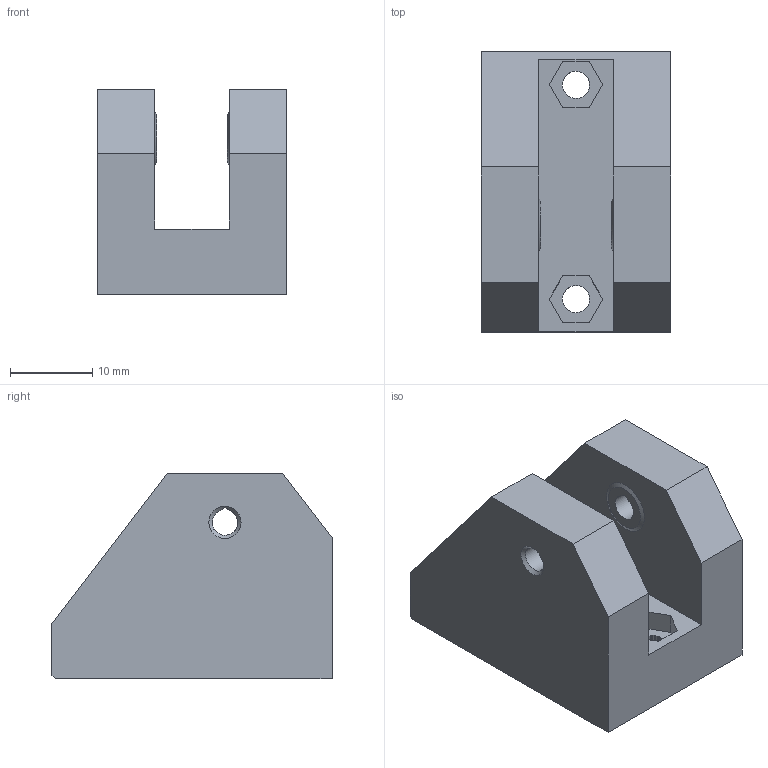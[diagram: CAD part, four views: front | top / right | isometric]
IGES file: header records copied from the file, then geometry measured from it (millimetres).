
Global section: file name: 16t Y Idler_v8; native system: unknown; preprocessor: unknown; author: unknown; organization: unknown; date: 20200923.180121; units: millimetre
Bounding box: 23 x 34 x 25 mm (x, y, z)
Volume: 11562.1 mm3; surface area: 6294.6 mm2
Topology: 1 solids, 11 shells, 783 faces, 1428 edges, 672 vertices
Faces by surface type: bspline 783
